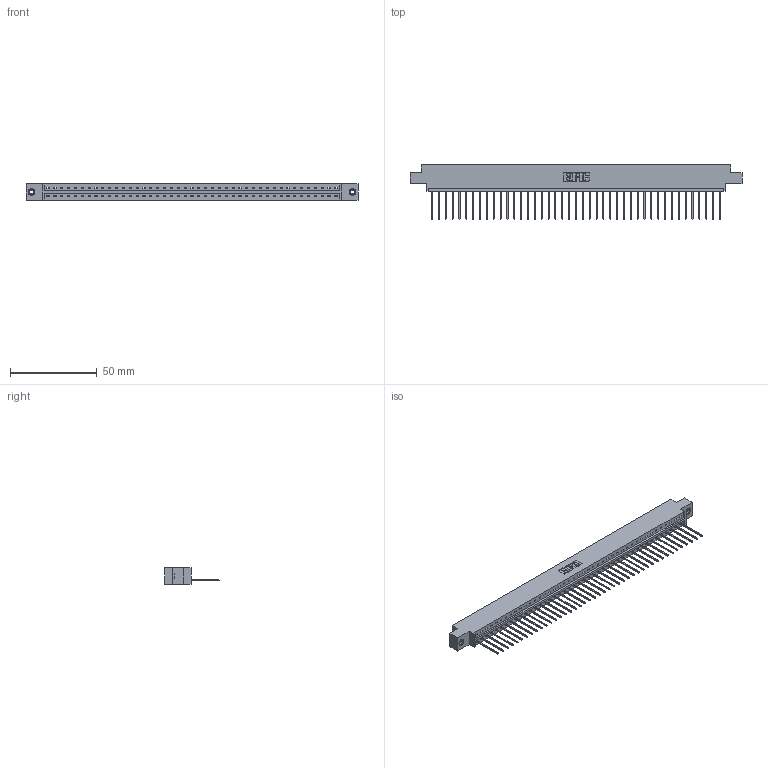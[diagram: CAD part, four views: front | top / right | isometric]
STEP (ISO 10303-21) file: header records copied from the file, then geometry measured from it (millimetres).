
FILE_DESCRIPTION (( 'STEP AP203' ), '1' );
FILE_NAME ('333-043-542-608.STEP', '2018-08-03T20:32:12', ( '' ), ( '' ), 'SwSTEP 2.0', 'SolidWorks 2016', '' );
FILE_SCHEMA (( 'CONFIG_CONTROL_DESIGN' ));
Length unit declared in the file: inch
Products named in the file (4): 333 Part_Offset - .156 Dia - TI; 345-292-001_345-293-142; 345-250-001_345-250-003-102; 333-043-542-608
Assembly tree (46 placements, depth 2):
  333-043-542-608
    333 Part_Offset - .156 Dia - TI
    345-292-001_345-293-142  x43
    345-250-001_345-250-003-102  x2
Bounding box: 191.92 x 31.63 x 9.4 mm (x, y, z)
Volume: 19182.8 mm3; surface area: 21615.8 mm2
Topology: 46 solids, 46 shells, 2672 faces, 8027 edges, 5286 vertices
Faces by surface type: plane 1912, cylinder 744, cone 12, torus 4
Entity records: 27494 total; most frequent: CARTESIAN_POINT 4726, ORIENTED_EDGE 4698, DIRECTION 4017, EDGE_CURVE 2349, VECTOR 2201, LINE 2201, VERTEX_POINT 1560, AXIS2_PLACEMENT_3D 908
